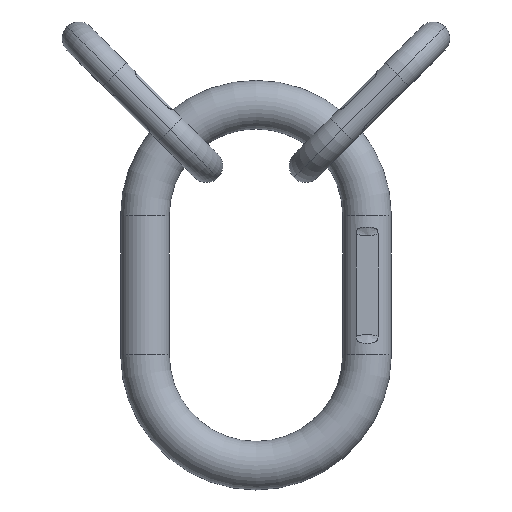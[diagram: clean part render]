
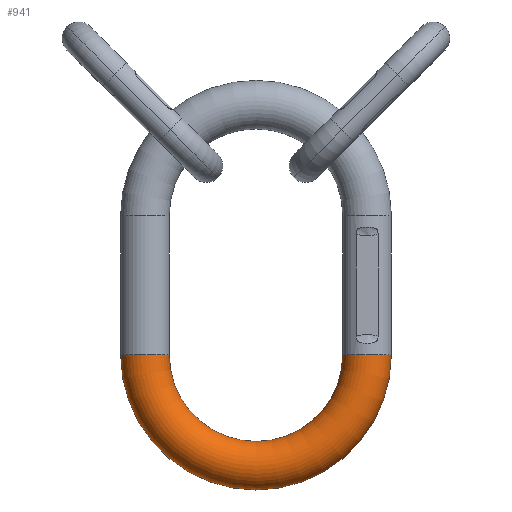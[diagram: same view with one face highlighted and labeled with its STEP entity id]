
A CAD part, top view. The second image highlights one B-rep face of the part: STEP entity #941.
In plain terms, the highlighted toroidal (fillet/blend) face has major radius 64 mm and minor radius 14 mm.
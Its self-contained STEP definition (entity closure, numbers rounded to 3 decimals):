
#101=CARTESIAN_POINT('Vertex',(-50.,-40.,0.)) ;
#108=CARTESIAN_POINT('Vertex',(-78.,-40.,0.)) ;
#154=CARTESIAN_POINT('Vertex',(50.,-40.,0.)) ;
#161=CARTESIAN_POINT('Vertex',(78.,-40.,0.)) ;
#352=CARTESIAN_POINT('Axis2P3D Location',(-64.,-40.,0.)) ;
#369=CARTESIAN_POINT('Axis2P3D Location',(0.,-40.,0.)) ;
#374=CARTESIAN_POINT('Axis2P3D Location',(0.,-40.,0.)) ;
#391=CARTESIAN_POINT('Axis2P3D Location',(64.,-40.,0.)) ;
#930=CARTESIAN_POINT('Axis2P3D Location',(0.,-40.,0.)) ;
#353=DIRECTION('Axis2P3D Direction',(0.,1.,-0.)) ;
#370=DIRECTION('Axis2P3D Direction',(0.,0.,1.)) ;
#375=DIRECTION('Axis2P3D Direction',(0.,0.,1.)) ;
#392=DIRECTION('Axis2P3D Direction',(0.,-1.,0.)) ;
#931=DIRECTION('Axis2P3D Direction',(0.,0.,1.)) ;
#932=DIRECTION('Axis2P3D XDirection',(-1.,0.,0.)) ;
#354=AXIS2_PLACEMENT_3D('Circle Axis2P3D',#352,#353,$) ;
#371=AXIS2_PLACEMENT_3D('Circle Axis2P3D',#369,#370,$) ;
#376=AXIS2_PLACEMENT_3D('Circle Axis2P3D',#374,#375,$) ;
#393=AXIS2_PLACEMENT_3D('Circle Axis2P3D',#391,#392,$) ;
#933=AXIS2_PLACEMENT_3D('Torus Axis2P3D',#930,#931,#932) ;
#936=ORIENTED_EDGE('',*,*,#395,.T.) ;
#937=ORIENTED_EDGE('',*,*,#378,.F.) ;
#938=ORIENTED_EDGE('',*,*,#356,.F.) ;
#939=ORIENTED_EDGE('',*,*,#373,.T.) ;
#941=ADVANCED_FACE('\X2\51434EF6672C9AD4\X0\',(#940),#934,.T.) ;
#355=CIRCLE('generated circle',#354,14.) ;
#372=CIRCLE('generated circle',#371,78.) ;
#377=CIRCLE('generated circle',#376,50.) ;
#394=CIRCLE('generated circle',#393,14.) ;
#934=TOROIDAL_SURFACE('homeo Torus',#933,64.,14.) ;
#356=EDGE_CURVE('',#109,#102,#355,.T.) ;
#373=EDGE_CURVE('',#109,#162,#372,.T.) ;
#378=EDGE_CURVE('',#102,#155,#377,.T.) ;
#395=EDGE_CURVE('',#162,#155,#394,.T.) ;
#935=EDGE_LOOP('',(#936,#937,#938,#939)) ;
#940=FACE_OUTER_BOUND('',#935,.T.) ;
#102=VERTEX_POINT('',#101) ;
#109=VERTEX_POINT('',#108) ;
#155=VERTEX_POINT('',#154) ;
#162=VERTEX_POINT('',#161) ;
